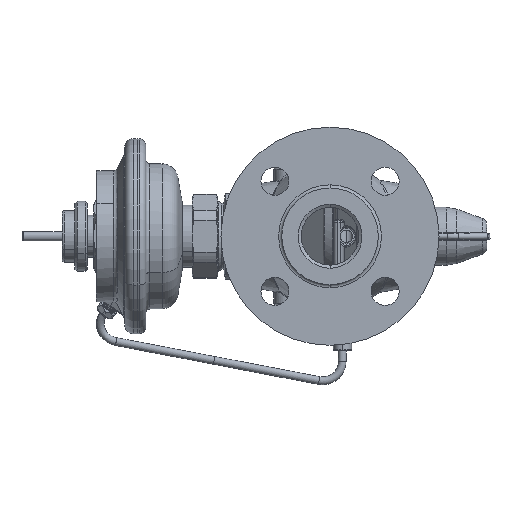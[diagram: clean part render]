
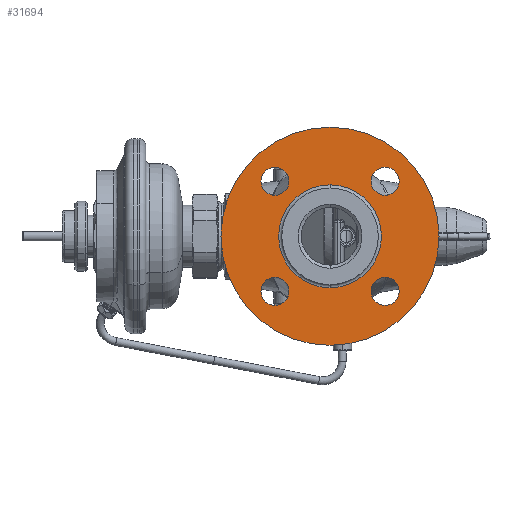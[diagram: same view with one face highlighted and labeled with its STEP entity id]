
A CAD part, left-side view. The second image highlights one B-rep face of the part: STEP entity #31694.
In plain terms, the highlighted face is planar.
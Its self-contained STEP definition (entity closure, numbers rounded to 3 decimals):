
#26132=CARTESIAN_POINT('',(88.,-35.355,35.355));
#26133=DIRECTION('',(-1.,0.,0.));
#26134=DIRECTION('',(0.,-1.,0.));
#26135=AXIS2_PLACEMENT_3D('',#26132,#26133,#26134);
#26137=CARTESIAN_POINT('',(88.,-35.355,35.355));
#26138=DIRECTION('',(-1.,0.,0.));
#26139=DIRECTION('',(0.,1.,0.));
#26140=AXIS2_PLACEMENT_3D('',#26137,#26138,#26139);
#26142=CARTESIAN_POINT('',(88.,35.355,35.355));
#26143=DIRECTION('',(-1.,0.,0.));
#26144=DIRECTION('',(0.,-1.,0.));
#26145=AXIS2_PLACEMENT_3D('',#26142,#26143,#26144);
#26147=CARTESIAN_POINT('',(88.,35.355,35.355));
#26148=DIRECTION('',(-1.,0.,0.));
#26149=DIRECTION('',(0.,1.,0.));
#26150=AXIS2_PLACEMENT_3D('',#26147,#26148,#26149);
#26152=CARTESIAN_POINT('',(88.,35.355,-35.355));
#26153=DIRECTION('',(-1.,0.,0.));
#26154=DIRECTION('',(0.,-1.,0.));
#26155=AXIS2_PLACEMENT_3D('',#26152,#26153,#26154);
#26157=CARTESIAN_POINT('',(88.,35.355,-35.355));
#26158=DIRECTION('',(-1.,0.,0.));
#26159=DIRECTION('',(0.,1.,0.));
#26160=AXIS2_PLACEMENT_3D('',#26157,#26158,#26159);
#26162=CARTESIAN_POINT('',(88.,0.,0.));
#26163=DIRECTION('',(-1.,0.,0.));
#26164=DIRECTION('',(0.,1.,0.));
#26165=AXIS2_PLACEMENT_3D('',#26162,#26163,#26164);
#26167=CARTESIAN_POINT('',(88.,0.,0.));
#26168=DIRECTION('',(1.,0.,0.));
#26169=DIRECTION('',(0.,1.,0.));
#26170=AXIS2_PLACEMENT_3D('',#26167,#26168,#26169);
#26172=CARTESIAN_POINT('',(88.,-35.355,-35.355));
#26173=DIRECTION('',(-1.,0.,0.));
#26174=DIRECTION('',(0.,-1.,0.));
#26175=AXIS2_PLACEMENT_3D('',#26172,#26173,#26174);
#26177=CARTESIAN_POINT('',(88.,-35.355,-35.355));
#26178=DIRECTION('',(-1.,0.,0.));
#26179=DIRECTION('',(0.,1.,0.));
#26180=AXIS2_PLACEMENT_3D('',#26177,#26178,#26179);
#26202=CARTESIAN_POINT('',(88.,0.,0.));
#26203=DIRECTION('',(1.,0.,0.));
#26204=DIRECTION('',(0.,1.,0.));
#26205=AXIS2_PLACEMENT_3D('',#26202,#26203,#26204);
#26215=CARTESIAN_POINT('',(88.,0.,0.));
#26216=DIRECTION('',(-1.,0.,0.));
#26217=DIRECTION('',(0.,1.,0.));
#26218=AXIS2_PLACEMENT_3D('',#26215,#26216,#26217);
#29082=CARTESIAN_POINT('',(88.,33.,0.));
#29084=VERTEX_POINT('',#29082);
#29085=CARTESIAN_POINT('',(88.,70.,0.));
#29087=VERTEX_POINT('',#29085);
#29106=CARTESIAN_POINT('',(88.,-33.,0.));
#29108=VERTEX_POINT('',#29106);
#29109=CARTESIAN_POINT('',(88.,-70.,0.));
#29111=VERTEX_POINT('',#29109);
#29180=CARTESIAN_POINT('',(88.,-44.355,-35.355));
#29181=CARTESIAN_POINT('',(88.,-26.355,-35.355));
#29182=VERTEX_POINT('',#29180);
#29183=VERTEX_POINT('',#29181);
#29188=CARTESIAN_POINT('',(88.,26.355,-35.355));
#29189=CARTESIAN_POINT('',(88.,44.355,-35.355));
#29190=VERTEX_POINT('',#29188);
#29191=VERTEX_POINT('',#29189);
#29196=CARTESIAN_POINT('',(88.,26.355,35.355));
#29197=CARTESIAN_POINT('',(88.,44.355,35.355));
#29198=VERTEX_POINT('',#29196);
#29199=VERTEX_POINT('',#29197);
#29204=CARTESIAN_POINT('',(88.,-44.355,35.355));
#29205=CARTESIAN_POINT('',(88.,-26.355,35.355));
#29206=VERTEX_POINT('',#29204);
#29207=VERTEX_POINT('',#29205);
#31654=CARTESIAN_POINT('',(88.,0.,0.));
#31655=DIRECTION('',(1.,0.,0.));
#31656=DIRECTION('',(0.,-1.,0.));
#31657=AXIS2_PLACEMENT_3D('',#31654,#31655,#31656);
#31658=PLANE('',#31657);
#31660=ORIENTED_EDGE('',*,*,#31659,.F.);
#31662=ORIENTED_EDGE('',*,*,#31661,.T.);
#31663=EDGE_LOOP('',(#31660,#31662));
#31664=FACE_OUTER_BOUND('',#31663,.F.);
#31666=ORIENTED_EDGE('',*,*,#31665,.F.);
#31668=ORIENTED_EDGE('',*,*,#31667,.F.);
#31669=EDGE_LOOP('',(#31666,#31668));
#31670=FACE_BOUND('',#31669,.F.);
#31672=ORIENTED_EDGE('',*,*,#31671,.F.);
#31674=ORIENTED_EDGE('',*,*,#31673,.F.);
#31675=EDGE_LOOP('',(#31672,#31674));
#31676=FACE_BOUND('',#31675,.F.);
#31677=ORIENTED_EDGE('',*,*,#31644,.F.);
#31679=ORIENTED_EDGE('',*,*,#31678,.F.);
#31680=EDGE_LOOP('',(#31677,#31679));
#31681=FACE_BOUND('',#31680,.F.);
#31683=ORIENTED_EDGE('',*,*,#31682,.F.);
#31685=ORIENTED_EDGE('',*,*,#31684,.T.);
#31686=EDGE_LOOP('',(#31683,#31685));
#31687=FACE_BOUND('',#31686,.F.);
#31689=ORIENTED_EDGE('',*,*,#31688,.F.);
#31691=ORIENTED_EDGE('',*,*,#31690,.F.);
#31692=EDGE_LOOP('',(#31689,#31691));
#31693=FACE_BOUND('',#31692,.F.);
#26136=CIRCLE('',#26135,9.);
#26141=CIRCLE('',#26140,9.);
#26146=CIRCLE('',#26145,9.);
#26151=CIRCLE('',#26150,9.);
#26156=CIRCLE('',#26155,9.);
#26161=CIRCLE('',#26160,9.);
#26166=CIRCLE('',#26165,33.);
#26171=CIRCLE('',#26170,33.);
#26176=CIRCLE('',#26175,9.);
#26181=CIRCLE('',#26180,9.);
#26206=CIRCLE('',#26205,70.);
#26219=CIRCLE('',#26218,70.);
#31644=EDGE_CURVE('',#29206,#29207,#26136,.T.);
#31659=EDGE_CURVE('',#29087,#29111,#26206,.T.);
#31661=EDGE_CURVE('',#29087,#29111,#26219,.T.);
#31665=EDGE_CURVE('',#29198,#29199,#26146,.T.);
#31667=EDGE_CURVE('',#29199,#29198,#26151,.T.);
#31671=EDGE_CURVE('',#29190,#29191,#26156,.T.);
#31673=EDGE_CURVE('',#29191,#29190,#26161,.T.);
#31678=EDGE_CURVE('',#29207,#29206,#26141,.T.);
#31682=EDGE_CURVE('',#29084,#29108,#26166,.T.);
#31684=EDGE_CURVE('',#29084,#29108,#26171,.T.);
#31688=EDGE_CURVE('',#29182,#29183,#26176,.T.);
#31690=EDGE_CURVE('',#29183,#29182,#26181,.T.);
#31694=ADVANCED_FACE('',(#31664,#31670,#31676,#31681,#31687,#31693),#31658,.T.);
